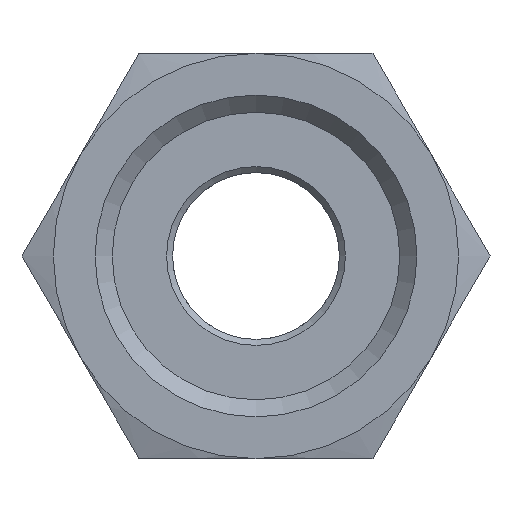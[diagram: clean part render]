
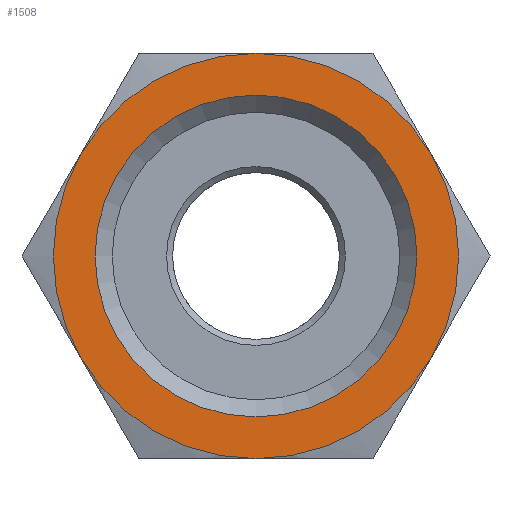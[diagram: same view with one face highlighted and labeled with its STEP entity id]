
A CAD part, left-side view. The second image highlights one B-rep face of the part: STEP entity #1508.
In plain terms, the highlighted planar face has unit normal (-1, 0, 0).
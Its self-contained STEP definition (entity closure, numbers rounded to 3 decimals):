
#67=FACE_BOUND('',#401,.T.);
#84=PLANE('',#1708);
#305=FACE_OUTER_BOUND('',#400,.T.);
#400=EDGE_LOOP('',(#1253,#1254,#1255,#1256,#1257,#1258));
#401=EDGE_LOOP('',(#1259,#1260));
#536=CIRCLE('',#1709,17.);
#537=CIRCLE('',#1710,17.);
#538=CIRCLE('',#1711,17.);
#539=CIRCLE('',#1712,17.);
#540=CIRCLE('',#1713,17.);
#541=CIRCLE('',#1714,17.);
#542=CIRCLE('',#1715,13.5);
#543=CIRCLE('',#1716,13.5);
#681=VERTEX_POINT('',#2643);
#682=VERTEX_POINT('',#2644);
#683=VERTEX_POINT('',#2646);
#684=VERTEX_POINT('',#2648);
#685=VERTEX_POINT('',#2650);
#686=VERTEX_POINT('',#2652);
#687=VERTEX_POINT('',#2655);
#688=VERTEX_POINT('',#2656);
#882=EDGE_CURVE('',#681,#682,#536,.T.);
#883=EDGE_CURVE('',#682,#683,#537,.T.);
#884=EDGE_CURVE('',#683,#684,#538,.T.);
#885=EDGE_CURVE('',#684,#685,#539,.T.);
#886=EDGE_CURVE('',#685,#686,#540,.T.);
#887=EDGE_CURVE('',#686,#681,#541,.T.);
#888=EDGE_CURVE('',#687,#688,#542,.T.);
#889=EDGE_CURVE('',#688,#687,#543,.T.);
#1253=ORIENTED_EDGE('',*,*,#882,.T.);
#1254=ORIENTED_EDGE('',*,*,#883,.T.);
#1255=ORIENTED_EDGE('',*,*,#884,.T.);
#1256=ORIENTED_EDGE('',*,*,#885,.T.);
#1257=ORIENTED_EDGE('',*,*,#886,.T.);
#1258=ORIENTED_EDGE('',*,*,#887,.T.);
#1259=ORIENTED_EDGE('',*,*,#888,.T.);
#1260=ORIENTED_EDGE('',*,*,#889,.T.);
#1508=ADVANCED_FACE('',(#305,#67),#84,.T.);
#1708=AXIS2_PLACEMENT_3D('',#2642,#2103,#2104);
#1709=AXIS2_PLACEMENT_3D('',#2645,#2105,#2106);
#1710=AXIS2_PLACEMENT_3D('',#2647,#2107,#2108);
#1711=AXIS2_PLACEMENT_3D('',#2649,#2109,#2110);
#1712=AXIS2_PLACEMENT_3D('',#2651,#2111,#2112);
#1713=AXIS2_PLACEMENT_3D('',#2653,#2113,#2114);
#1714=AXIS2_PLACEMENT_3D('',#2654,#2115,#2116);
#1715=AXIS2_PLACEMENT_3D('',#2657,#2117,#2118);
#1716=AXIS2_PLACEMENT_3D('',#2658,#2119,#2120);
#2103=DIRECTION('center_axis',(-1.,0.,0.));
#2104=DIRECTION('ref_axis',(0.,0.,
-1.));
#2105=DIRECTION('center_axis',(-1.,0.,0.));
#2106=DIRECTION('ref_axis',(0.,0.,
-1.));
#2107=DIRECTION('center_axis',(-1.,0.,0.));
#2108=DIRECTION('ref_axis',(0.,0.,
-1.));
#2109=DIRECTION('center_axis',(-1.,0.,0.));
#2110=DIRECTION('ref_axis',(0.,0.,
-1.));
#2111=DIRECTION('center_axis',(-1.,0.,0.));
#2112=DIRECTION('ref_axis',(0.,0.,
-1.));
#2113=DIRECTION('center_axis',(-1.,0.,0.));
#2114=DIRECTION('ref_axis',(0.,0.,
-1.));
#2115=DIRECTION('center_axis',(-1.,0.,0.));
#2116=DIRECTION('ref_axis',(0.,0.,
-1.));
#2117=DIRECTION('center_axis',(1.,0.,0.));
#2118=DIRECTION('ref_axis',(0.,1.,0.));
#2119=DIRECTION('center_axis',(1.,0.,0.));
#2120=DIRECTION('ref_axis',(0.,1.,0.));
#2642=CARTESIAN_POINT('Origin',(-74.2,0.,
-8.5));
#2643=CARTESIAN_POINT('',(-74.2,0.,-17.));
#2644=CARTESIAN_POINT('',(-74.2,-14.722,-8.5));
#2645=CARTESIAN_POINT('Origin',(-74.2,0.,0.));
#2646=CARTESIAN_POINT('',(-74.2,-14.722,8.5));
#2647=CARTESIAN_POINT('Origin',(-74.2,0.,0.));
#2648=CARTESIAN_POINT('',(-74.2,0.,17.));
#2649=CARTESIAN_POINT('Origin',(-74.2,0.,0.));
#2650=CARTESIAN_POINT('',(-74.2,14.722,8.5));
#2651=CARTESIAN_POINT('Origin',(-74.2,0.,0.));
#2652=CARTESIAN_POINT('',(-74.2,14.722,-8.5));
#2653=CARTESIAN_POINT('Origin',(-74.2,0.,0.));
#2654=CARTESIAN_POINT('Origin',(-74.2,0.,0.));
#2655=CARTESIAN_POINT('',(-74.2,13.5,0.));
#2656=CARTESIAN_POINT('',(-74.2,-13.5,0.));
#2657=CARTESIAN_POINT('Origin',(-74.2,0.,0.));
#2658=CARTESIAN_POINT('Origin',(-74.2,0.,0.));
